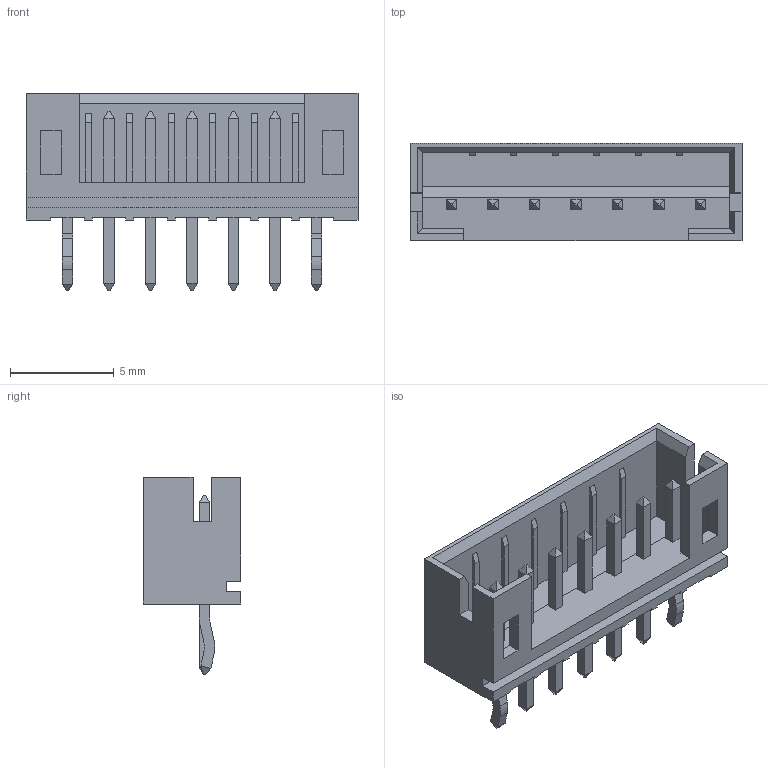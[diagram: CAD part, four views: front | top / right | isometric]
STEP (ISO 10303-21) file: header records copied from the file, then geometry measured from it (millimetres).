
FILE_DESCRIPTION(/* description */ ('Unknown'),/* implementation_level */ '2;1');
FILE_NAME(/* name */ '62000711622',/* time_stamp */ '2018-11-15T11:46:49+01:00',/* author */ ('Unknown'),/* organization */ ('Unknown'),/* preprocessor_version */ 'ST-DEVELOPER v16.7',/* originating_system */ 'DEX',/* authorisation */ $);
FILE_SCHEMA (('AUTOMOTIVE_DESIGN {1 0 10303 214 3 1 1}'));
Length unit declared in the file: millimetre
Products named in the file (4): 6200xx11622; 62000711622; 6200xx11622_Pin1; 6200xx11622_Pin2
Assembly tree (8 placements, depth 2):
  6200xx11622
    62000711622
    6200xx11622_Pin1  x2
    6200xx11622_Pin2  x5
Bounding box: 16 x 4.7 x 9.5 mm (x, y, z)
Volume: 175.5 mm3; surface area: 653.4 mm2
Topology: 8 solids, 8 shells, 237 faces, 603 edges, 382 vertices
Faces by surface type: plane 229, cylinder 8
Entity records: 5119 total; most frequent: CARTESIAN_POINT 893, ORIENTED_EDGE 878, DIRECTION 783, EDGE_CURVE 439, LINE 431, VECTOR 431, VERTEX_POINT 286, EDGE_LOOP 177
